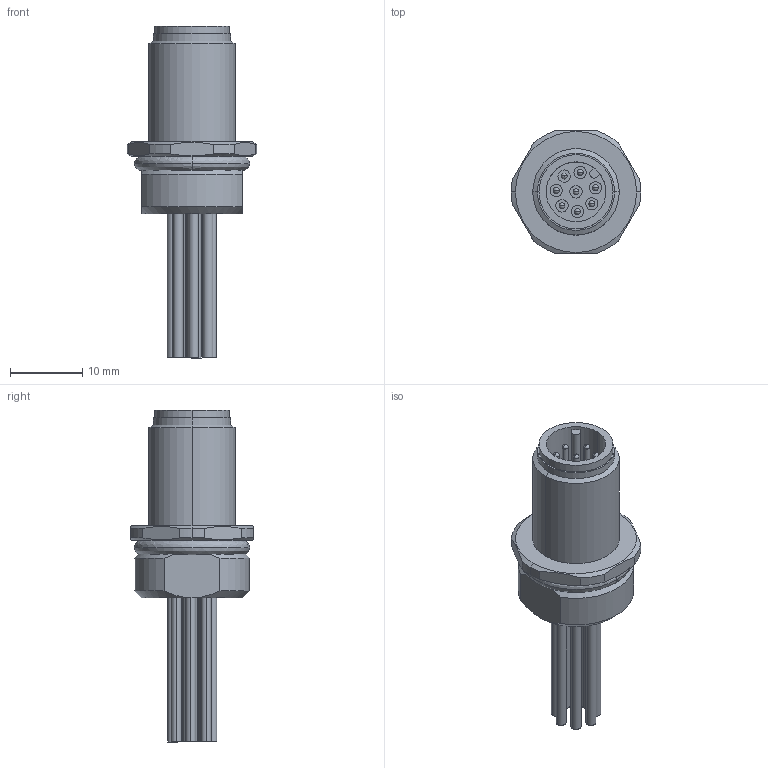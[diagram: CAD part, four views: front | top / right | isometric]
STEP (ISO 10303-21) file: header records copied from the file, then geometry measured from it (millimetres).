
FILE_DESCRIPTION (( 'STEP AP214' ), '1' );
FILE_NAME ('7000-17162-9820100.step', '2017-05-04T11:12:16', ( '' ), ( '' ), 'SwSTEP 2.0', 'SolidWorks 2017', '' );
FILE_SCHEMA (( 'AUTOMOTIVE_DESIGN' ));
Length unit declared in the file: inch
Products named in the file (1): 7000-17162-9820100
Bounding box: 18 x 17 x 46.1 mm (x, y, z)
Volume: 3419.1 mm3; surface area: 2815.2 mm2
Topology: 1 solids, 1 shells, 142 faces, 306 edges, 195 vertices
Faces by surface type: cylinder 68, plane 42, torus 16, cone 12, bspline 4
Entity records: 5234 total; most frequent: CARTESIAN_POINT 854, DIRECTION 747, ORIENTED_EDGE 612, AXIS2_PLACEMENT_3D 328, EDGE_CURVE 306, VERTEX_POINT 195, CIRCLE 189, EDGE_LOOP 171
